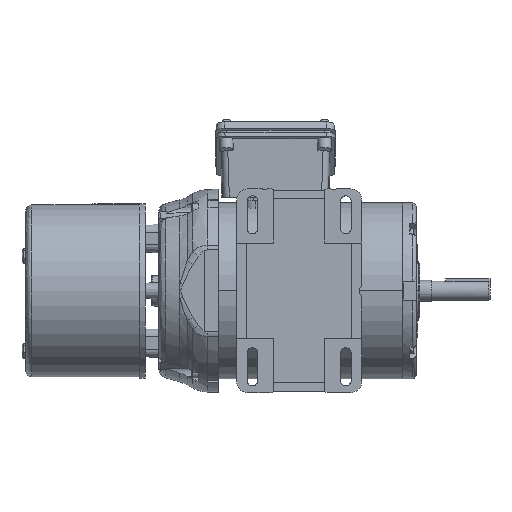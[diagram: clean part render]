
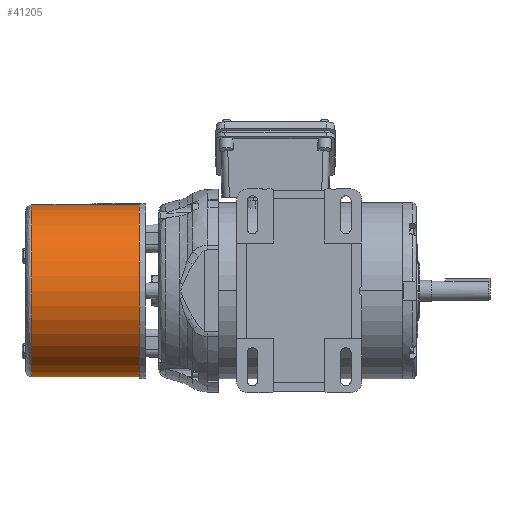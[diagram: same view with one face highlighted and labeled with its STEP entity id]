
A CAD part, front view. The second image highlights one B-rep face of the part: STEP entity #41205.
In plain terms, the highlighted cylindrical face has radius 70 mm (diameter 140 mm), a partial arc.
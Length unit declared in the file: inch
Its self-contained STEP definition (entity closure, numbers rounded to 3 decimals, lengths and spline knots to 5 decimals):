
#1047 = CARTESIAN_POINT ( 'NONE',  ( -8.43701, 0., 2.75591 ) ) ;
#1402 = DIRECTION ( 'NONE',  ( 0., 0., -1. ) ) ;
#3207 = EDGE_CURVE ( 'NONE', #51590, #18961, #19459, .T. ) ;
#3289 = CYLINDRICAL_SURFACE ( 'NONE', #4990, 2.75591 ) ;
#4990 = AXIS2_PLACEMENT_3D ( 'NONE', #52786, #39879, #47696 ) ;
#5942 = ORIENTED_EDGE ( 'NONE', *, *, #14932, .T. ) ;
#8808 = CARTESIAN_POINT ( 'NONE',  ( -11.88976, 0., 0. ) ) ;
#9002 = DIRECTION ( 'NONE',  ( 1., 0., 0. ) ) ;
#10411 = EDGE_CURVE ( 'NONE', #51590, #30938, #25146, .T. ) ;
#11563 = ORIENTED_EDGE ( 'NONE', *, *, #10411, .T. ) ;
#12313 = ORIENTED_EDGE ( 'NONE', *, *, #3207, .F. ) ;
#14932 = EDGE_CURVE ( 'NONE', #30938, #26892, #17588, .T. ) ;
#15350 = CIRCLE ( 'NONE', #41965, 2.75591 ) ;
#16164 = CARTESIAN_POINT ( 'NONE',  ( -11.88976, 0., -2.75591 ) ) ;
#17588 = LINE ( 'NONE', #25631, #34744 ) ;
#18961 = VERTEX_POINT ( 'NONE', #1047 ) ;
#19459 = LINE ( 'NONE', #47474, #23206 ) ;
#20844 = AXIS2_PLACEMENT_3D ( 'NONE', #8808, #24923, #45652 ) ;
#22975 = DIRECTION ( 'NONE',  ( 1., 0., 0. ) ) ;
#23206 = VECTOR ( 'NONE', #22975, 39.37008 ) ;
#24923 = DIRECTION ( 'NONE',  ( 1., 0., 0. ) ) ;
#25146 = CIRCLE ( 'NONE', #20844, 2.75591 ) ;
#25631 = CARTESIAN_POINT ( 'NONE',  ( -8.24803, 0., -2.75591 ) ) ;
#26892 = VERTEX_POINT ( 'NONE', #33753 ) ;
#30938 = VERTEX_POINT ( 'NONE', #16164 ) ;
#31399 = EDGE_LOOP ( 'NONE', ( #12313, #11563, #5942, #46496 ) ) ;
#33753 = CARTESIAN_POINT ( 'NONE',  ( -8.43701, 0., -2.75591 ) ) ;
#34744 = VECTOR ( 'NONE', #9002, 39.37008 ) ;
#37922 = CARTESIAN_POINT ( 'NONE',  ( -11.88976, 0., 2.75591 ) ) ;
#39879 = DIRECTION ( 'NONE',  ( 1., 0., 0. ) ) ;
#41205 = ADVANCED_FACE ( 'NONE', ( #43912 ), #3289, .T. ) ;
#41348 = EDGE_CURVE ( 'NONE', #26892, #18961, #15350, .T. ) ;
#41965 = AXIS2_PLACEMENT_3D ( 'NONE', #43052, #46285, #1402 ) ;
#43052 = CARTESIAN_POINT ( 'NONE',  ( -8.43701, 0., 0. ) ) ;
#43912 = FACE_OUTER_BOUND ( 'NONE', #31399, .T. ) ;
#45652 = DIRECTION ( 'NONE',  ( 0., 0., -1. ) ) ;
#46285 = DIRECTION ( 'NONE',  ( -1., 0., 0. ) ) ;
#46496 = ORIENTED_EDGE ( 'NONE', *, *, #41348, .T. ) ;
#47474 = CARTESIAN_POINT ( 'NONE',  ( -8.24803, 0., 2.75591 ) ) ;
#47696 = DIRECTION ( 'NONE',  ( 0., 0., -1. ) ) ;
#51590 = VERTEX_POINT ( 'NONE', #37922 ) ;
#52786 = CARTESIAN_POINT ( 'NONE',  ( -8.24803, 0., 0. ) ) ;
